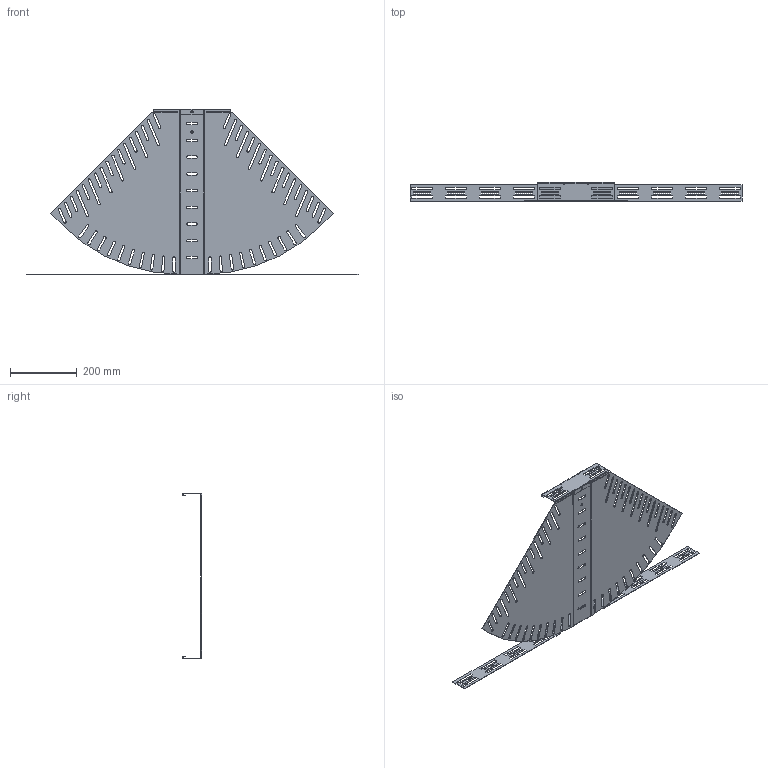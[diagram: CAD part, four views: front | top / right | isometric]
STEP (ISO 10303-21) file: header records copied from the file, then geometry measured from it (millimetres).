
FILE_DESCRIPTION (( 'STEP AP214' ), '1' );
FILE_NAME ('6037160.STEP', '2024-10-22T12:17:50', ( '' ), ( '' ), 'SwSTEP 2.0', 'SolidWorks 2024', '' );
FILE_SCHEMA (( 'AUTOMOTIVE_DESIGN' ));
Length unit declared in the file: millimetre
Products named in the file (3): 167753_500; 167655_60x0°; 6037160
Assembly tree (2 placements, depth 2):
  6037160
    167753_500
    167655_60x0°
Bounding box: 992 x 57 x 495 mm (x, y, z)
Volume: 383879.2 mm3; surface area: 635154.1 mm2
Topology: 2 solids, 2 shells, 974 faces, 2814 edges, 1844 vertices
Faces by surface type: plane 660, cylinder 304, bspline 10
Entity records: 32828 total; most frequent: CARTESIAN_POINT 6005, ORIENTED_EDGE 5628, DIRECTION 5300, EDGE_CURVE 2814, LINE 2186, VECTOR 2186, VERTEX_POINT 1844, AXIS2_PLACEMENT_3D 1557
